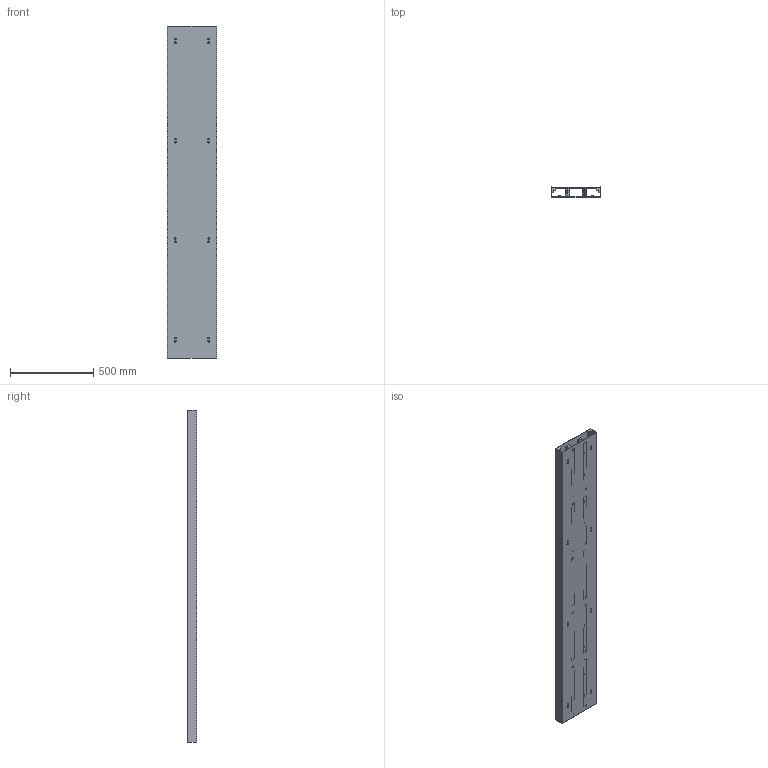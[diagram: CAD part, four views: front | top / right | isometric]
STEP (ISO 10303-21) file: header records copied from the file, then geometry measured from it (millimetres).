
FILE_DESCRIPTION((''),'2;1');
FILE_NAME('BKG3006011_ASM','2022-12-05T11:40:13',('hollstem'),(''),'CREO PARAMETRIC BY PTC INC, 2022024','CREO PARAMETRIC BY PTC INC, 2022024','');
FILE_SCHEMA(('AUTOMOTIVE_DESIGN { 1 0 10303 214 1 1 1 1 }'));
Length unit declared in the file: millimetre
Products named in the file (10): T-01018; T-01024; T-01025_AF0; T-01026_ASM; T-01514_ASM; T-01531_ASM; 63187-M; 63189-M_ASM; 63274-M; BKG3006011_ASM
Assembly tree (21 placements, depth 4):
  BKG3006011_ASM
    T-01018
    T-01024  x2
    T-01514_ASM
      T-01026_ASM
        T-01025_AF0
    T-01531_ASM
      T-01026_ASM
        T-01025_AF0
    63189-M_ASM  x10
      63187-M
    63274-M  x2
Bounding box: 300 x 58 x 2000 mm (x, y, z)
Volume: 7628647.6 mm3; surface area: 4379543.6 mm2
Topology: 17 solids, 77 shells, 512 faces, 4774 edges, 4494 vertices
Faces by surface type: plane 358, cylinder 102, torus 32, cone 20
Entity records: 19091 total; most frequent: CARTESIAN_POINT 3613, DIRECTION 1981, PRESENTATION_STYLE_ASSIGNMENT 861, STYLED_ITEM 857, CURVE_STYLE 849, ORIENTED_EDGE 834, PROPERTY_DEFINITION 766, REPRESENTATION 758
